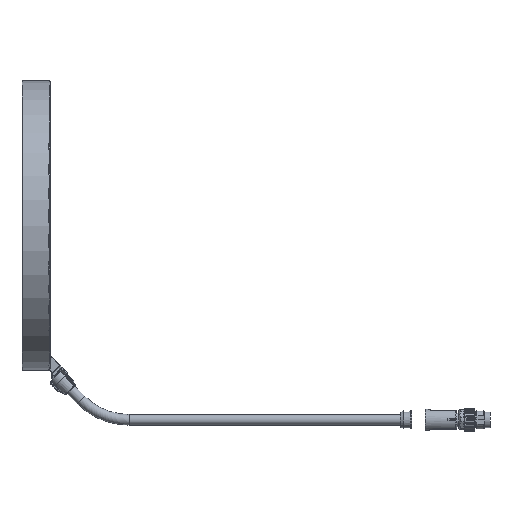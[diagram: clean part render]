
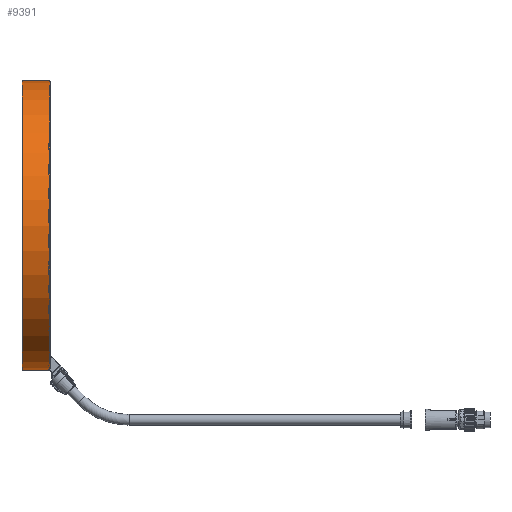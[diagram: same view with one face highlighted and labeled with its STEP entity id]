
A CAD part, left-side view. The second image highlights one B-rep face of the part: STEP entity #9391.
In plain terms, the highlighted cylindrical face has radius 64 mm (diameter 128 mm), a full revolution.
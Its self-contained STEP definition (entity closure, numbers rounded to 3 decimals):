
#492=LINE('',#14099,#991);
#991=VECTOR('',#11526,64.);
#1662=CYLINDRICAL_SURFACE('',#10128,64.);
#1922=FACE_OUTER_BOUND('',#2516,.T.);
#2516=EDGE_LOOP('',(#6219,#6220,#6221,#6222,#6223,#6224));
#3144=CIRCLE('',#10125,64.);
#3145=CIRCLE('',#10126,64.);
#3147=CIRCLE('',#10129,64.);
#3148=CIRCLE('',#10130,64.);
#3701=VERTEX_POINT('',#14087);
#3702=VERTEX_POINT('',#14088);
#3704=VERTEX_POINT('',#14095);
#3705=VERTEX_POINT('',#14096);
#4627=EDGE_CURVE('',#3701,#3702,#3144,.T.);
#4628=EDGE_CURVE('',#3702,#3701,#3145,.T.);
#4631=EDGE_CURVE('',#3704,#3705,#3147,.T.);
#4632=EDGE_CURVE('',#3705,#3704,#3148,.T.);
#4633=EDGE_CURVE('',#3705,#3702,#492,.T.);
#6219=ORIENTED_EDGE('',*,*,#4631,.F.);
#6220=ORIENTED_EDGE('',*,*,#4632,.F.);
#6221=ORIENTED_EDGE('',*,*,#4633,.T.);
#6222=ORIENTED_EDGE('',*,*,#4627,.F.);
#6223=ORIENTED_EDGE('',*,*,#4628,.F.);
#6224=ORIENTED_EDGE('',*,*,#4633,.F.);
#9391=ADVANCED_FACE('',(#1922),#1662,.T.);
#10125=AXIS2_PLACEMENT_3D('',#14089,#11513,#11514);
#10126=AXIS2_PLACEMENT_3D('',#14090,#11515,#11516);
#10128=AXIS2_PLACEMENT_3D('',#14094,#11520,#11521);
#10129=AXIS2_PLACEMENT_3D('',#14097,#11522,#11523);
#10130=AXIS2_PLACEMENT_3D('',#14098,#11524,#11525);
#11513=DIRECTION('center_axis',(0.,1.,0.));
#11514=DIRECTION('ref_axis',(0.,0.,
-1.));
#11515=DIRECTION('center_axis',(0.,1.,0.));
#11516=DIRECTION('ref_axis',(0.,0.,
-1.));
#11520=DIRECTION('center_axis',(0.,-1.,0.));
#11521=DIRECTION('ref_axis',(0.,0.,
1.));
#11522=DIRECTION('center_axis',(0.,-1.,0.));
#11523=DIRECTION('ref_axis',(0.,0.,
-1.));
#11524=DIRECTION('center_axis',(0.,-1.,0.));
#11525=DIRECTION('ref_axis',(0.,0.,
-1.));
#11526=DIRECTION('',(0.,1.,0.));
#14087=CARTESIAN_POINT('',(0.,12.4,64.));
#14088=CARTESIAN_POINT('',(0.,12.4,-64.));
#14089=CARTESIAN_POINT('Origin',(0.,12.4,0.));
#14090=CARTESIAN_POINT('Origin',(0.,12.4,0.));
#14094=CARTESIAN_POINT('Origin',(0.,9.967,
0.));
#14095=CARTESIAN_POINT('',(0.,0.2,64.));
#14096=CARTESIAN_POINT('',(0.,0.2,-64.));
#14097=CARTESIAN_POINT('Origin',(0.,0.2,
0.));
#14098=CARTESIAN_POINT('Origin',(0.,0.2,
0.));
#14099=CARTESIAN_POINT('',(0.,9.967,-64.));
